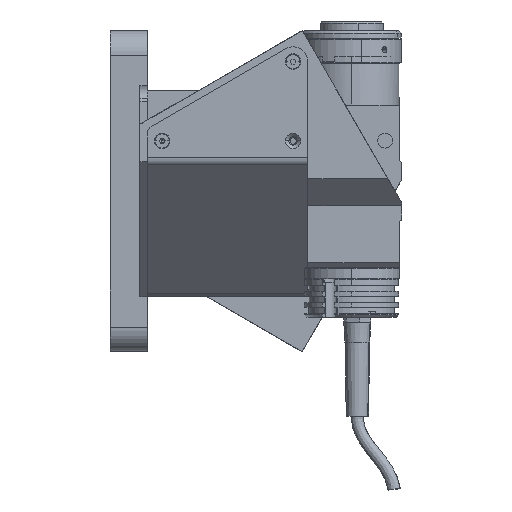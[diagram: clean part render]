
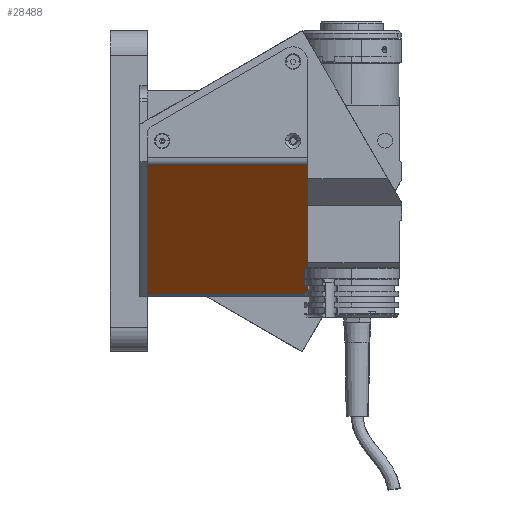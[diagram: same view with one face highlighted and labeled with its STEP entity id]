
A CAD part, left-side view. The second image highlights one B-rep face of the part: STEP entity #28488.
In plain terms, the highlighted planar face has unit normal (-0.707, 0, -0.707).
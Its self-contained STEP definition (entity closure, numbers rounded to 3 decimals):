
#402 = EDGE_CURVE ( 'NONE', #21488, #31055, #4044, .T. ) ;
#1191 = LINE ( 'NONE', #4329, #20227 ) ;
#3386 = ORIENTED_EDGE ( 'NONE', *, *, #15389, .F. ) ;
#4044 = LINE ( 'NONE', #8490, #23793 ) ;
#4329 = CARTESIAN_POINT ( 'NONE',  ( -89.193, -3., -42.164 ) ) ;
#4763 = AXIS2_PLACEMENT_3D ( 'NONE', #12651, #25251, #33425 ) ;
#5042 = EDGE_LOOP ( 'NONE', ( #3386, #9371, #18978, #21016 ) ) ;
#6241 = DIRECTION ( 'NONE',  ( 0., -1., 0. ) ) ;
#6912 = DIRECTION ( 'NONE',  ( 0.707, 0., -0.707 ) ) ;
#8207 = CARTESIAN_POINT ( 'NONE',  ( -89.193, -68., -42.164 ) ) ;
#8490 = CARTESIAN_POINT ( 'NONE',  ( -142.188, 32., 10.831 ) ) ;
#8501 = VECTOR ( 'NONE', #6912, 1000. ) ;
#9371 = ORIENTED_EDGE ( 'NONE', *, *, #402, .F. ) ;
#12651 = CARTESIAN_POINT ( 'NONE',  ( -89.193, 32., -42.164 ) ) ;
#12797 = VERTEX_POINT ( 'NONE', #17023 ) ;
#15389 = EDGE_CURVE ( 'NONE', #31055, #33236, #29050, .T. ) ;
#16330 = PLANE ( 'NONE',  #4763 ) ;
#17023 = CARTESIAN_POINT ( 'NONE',  ( -89.779, -3., -41.578 ) ) ;
#18978 = ORIENTED_EDGE ( 'NONE', *, *, #33458, .F. ) ;
#19098 = CARTESIAN_POINT ( 'NONE',  ( -89.779, -68., -41.578 ) ) ;
#19655 = EDGE_CURVE ( 'NONE', #33236, #12797, #21245, .T. ) ;
#20227 = VECTOR ( 'NONE', #24894, 1000. ) ;
#21016 = ORIENTED_EDGE ( 'NONE', *, *, #19655, .F. ) ;
#21245 = LINE ( 'NONE', #23726, #34823 ) ;
#21488 = VERTEX_POINT ( 'NONE', #22419 ) ;
#22250 = DIRECTION ( 'NONE',  ( 0., 1., 0. ) ) ;
#22419 = CARTESIAN_POINT ( 'NONE',  ( -142.188, -3., 10.831 ) ) ;
#23503 = FACE_OUTER_BOUND ( 'NONE', #5042, .T. ) ;
#23726 = CARTESIAN_POINT ( 'NONE',  ( -89.779, 32., -41.578 ) ) ;
#23793 = VECTOR ( 'NONE', #6241, 1000. ) ;
#24894 = DIRECTION ( 'NONE',  ( -0.707, 0., 0.707 ) ) ;
#25251 = DIRECTION ( 'NONE',  ( -0.707, 0., -0.707 ) ) ;
#26304 = CARTESIAN_POINT ( 'NONE',  ( -142.188, -68., 10.831 ) ) ;
#28488 = ADVANCED_FACE ( 'NONE', ( #23503 ), #16330, .T. ) ;
#29050 = LINE ( 'NONE', #8207, #8501 ) ;
#31055 = VERTEX_POINT ( 'NONE', #26304 ) ;
#33236 = VERTEX_POINT ( 'NONE', #19098 ) ;
#33425 = DIRECTION ( 'NONE',  ( -0.707, 0., 0.707 ) ) ;
#33458 = EDGE_CURVE ( 'NONE', #12797, #21488, #1191, .T. ) ;
#34823 = VECTOR ( 'NONE', #22250, 1000. ) ;
